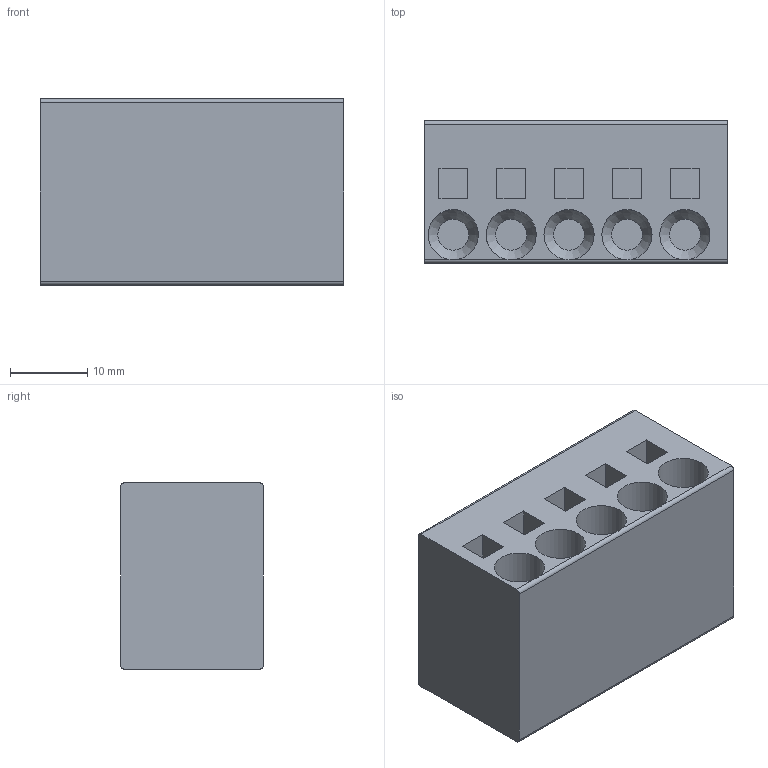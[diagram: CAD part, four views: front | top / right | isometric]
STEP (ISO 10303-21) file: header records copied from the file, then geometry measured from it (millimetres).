
FILE_DESCRIPTION(/* description */ ('model of PhoenixContact_SPT_5_5-V-7.5-ZB_1x05_P7.5_Vertical_1719341'),/* implementation_level */ '2;1');
FILE_NAME(/* name */ 'PhoenixContact_SPT_5_5-V-7.5-ZB_1x05_P7.5_Vertical_1719341.step',/* time_stamp */ '2020-09-21T11:45:39',/* author */ ('Joel',''),/* organization */ (''),/* preprocessor_version */ '',/* originating_system */ '',/* authorisation */ '');
FILE_SCHEMA(('AUTOMOTIVE_DESIGN { 1 0 10303 214 1 1 1 1 }'));
Length unit declared in the file: millimetre
Products named in the file (1): Shape0_2240507876941511
Bounding box: 39.3 x 18.5 x 24.15 mm (x, y, z)
Volume: 15945.1 mm3; surface area: 5344.6 mm2
Topology: 1 solids, 1 shells, 50 faces, 124 edges, 81 vertices
Faces by surface type: plane 36, cylinder 9, cone 5
Full cylindrical faces by diameter (mm): 6.5 x5
Entity records: 3286 total; most frequent: CARTESIAN_POINT 753, DIRECTION 473, LINE 306, VECTOR 306, ORIENTED_EDGE 248, PCURVE 248, DEFINITIONAL_REPRESENTATION 248, EDGE_CURVE 124
